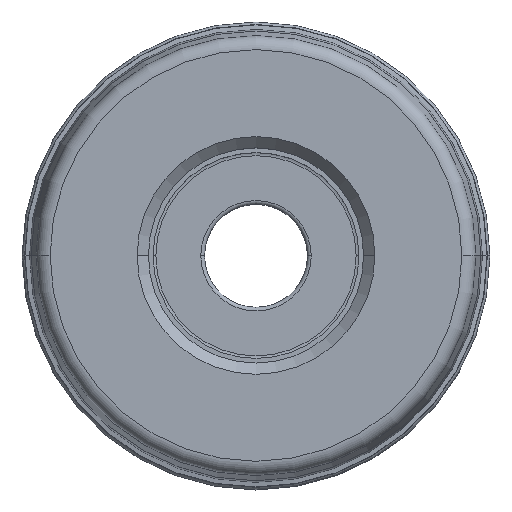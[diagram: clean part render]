
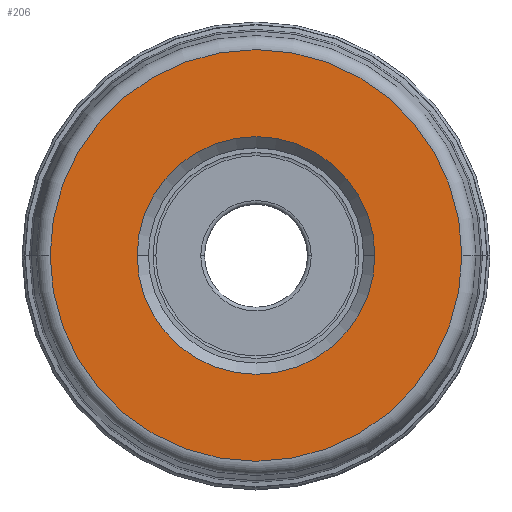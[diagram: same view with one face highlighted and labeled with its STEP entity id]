
A CAD part, top view. The second image highlights one B-rep face of the part: STEP entity #206.
In plain terms, the highlighted planar face has unit normal (0, 0, 1).
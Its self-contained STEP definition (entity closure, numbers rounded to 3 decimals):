
#28=PLANE('',#1903);
#34=FACE_BOUND('',#404,.T.);
#35=FACE_BOUND('',#405,.T.);
#206=ADVANCED_FACE('',(#34,#35),#28,.F.);
#404=EDGE_LOOP('',(#689,#690,#691,#692));
#405=EDGE_LOOP('',(#693,#694,#695,#696));
#689=ORIENTED_EDGE('',*,*,#1194,.F.);
#690=ORIENTED_EDGE('',*,*,#1193,.F.);
#691=ORIENTED_EDGE('',*,*,#1195,.F.);
#692=ORIENTED_EDGE('',*,*,#1196,.F.);
#693=ORIENTED_EDGE('',*,*,#1197,.F.);
#694=ORIENTED_EDGE('',*,*,#1198,.F.);
#695=ORIENTED_EDGE('',*,*,#1199,.F.);
#696=ORIENTED_EDGE('',*,*,#1200,.F.);
#991=VERTEX_POINT('',#3666);
#992=VERTEX_POINT('',#3668);
#993=VERTEX_POINT('',#3670);
#994=VERTEX_POINT('',#3674);
#995=VERTEX_POINT('',#3677);
#996=VERTEX_POINT('',#3678);
#997=VERTEX_POINT('',#3680);
#998=VERTEX_POINT('',#3682);
#1193=EDGE_CURVE('',#992,#993,#1450,.T.);
#1194=EDGE_CURVE('',#993,#991,#1451,.T.);
#1195=EDGE_CURVE('',#994,#992,#1452,.T.);
#1196=EDGE_CURVE('',#991,#994,#1453,.T.);
#1197=EDGE_CURVE('',#995,#996,#1454,.T.);
#1198=EDGE_CURVE('',#997,#995,#1455,.T.);
#1199=EDGE_CURVE('',#998,#997,#1456,.T.);
#1200=EDGE_CURVE('',#996,#998,#1457,.T.);
#1450=CIRCLE('',#1894,22.);
#1451=CIRCLE('',#1895,22.);
#1452=CIRCLE('',#1897,22.);
#1453=CIRCLE('',#1898,22.);
#1454=CIRCLE('',#1899,12.7);
#1455=CIRCLE('',#1900,12.7);
#1456=CIRCLE('',#1901,12.7);
#1457=CIRCLE('',#1902,12.7);
#1894=AXIS2_PLACEMENT_3D('',#3669,#2330,#2331);
#1895=AXIS2_PLACEMENT_3D('',#3671,#2332,#2333);
#1897=AXIS2_PLACEMENT_3D('',#3673,#2336,#2337);
#1898=AXIS2_PLACEMENT_3D('',#3675,#2338,#2339);
#1899=AXIS2_PLACEMENT_3D('',#3676,#2340,#2341);
#1900=AXIS2_PLACEMENT_3D('',#3679,#2342,#2343);
#1901=AXIS2_PLACEMENT_3D('',#3681,#2344,#2345);
#1902=AXIS2_PLACEMENT_3D('',#3683,#2346,#2347);
#1903=AXIS2_PLACEMENT_3D('',#3684,#2348,#2349);
#2330=DIRECTION('',(0.,0.,-1.));
#2331=DIRECTION('',(-1.,0.,0.));
#2332=DIRECTION('',(0.,0.,-1.));
#2333=DIRECTION('',(-1.,0.001,0.));
#2336=DIRECTION('',(0.,0.,-1.));
#2337=DIRECTION('',(1.,-0.001,0.));
#2338=DIRECTION('',(0.,0.,-1.));
#2339=DIRECTION('',(1.,0.,0.));
#2340=DIRECTION('',(0.,0.,1.));
#2341=DIRECTION('',(0.,-1.,0.));
#2342=DIRECTION('',(0.,0.,1.));
#2343=DIRECTION('',(-1.,0.,0.));
#2344=DIRECTION('',(0.,0.,1.));
#2345=DIRECTION('',(0.,1.,0.));
#2346=DIRECTION('',(0.,0.,1.));
#2347=DIRECTION('',(1.,0.,0.));
#2348=DIRECTION('',(0.,0.,-1.));
#2349=DIRECTION('',(-1.,0.,0.));
#3666=CARTESIAN_POINT('',(22.,0.,0.));
#3668=CARTESIAN_POINT('',(-22.,0.,0.));
#3669=CARTESIAN_POINT('',(0.,0.,0.));
#3670=CARTESIAN_POINT('',(-22.,0.02,0.));
#3671=CARTESIAN_POINT('',(0.,0.,0.));
#3673=CARTESIAN_POINT('',(0.,0.,0.));
#3674=CARTESIAN_POINT('',(22.,-0.02,0.));
#3675=CARTESIAN_POINT('',(0.,0.,0.));
#3676=CARTESIAN_POINT('',(0.,0.,0.));
#3677=CARTESIAN_POINT('',(0.,-12.7,0.));
#3678=CARTESIAN_POINT('',(12.7,0.,0.));
#3679=CARTESIAN_POINT('',(0.,0.,0.));
#3680=CARTESIAN_POINT('',(-12.7,0.,0.));
#3681=CARTESIAN_POINT('',(0.,0.,0.));
#3682=CARTESIAN_POINT('',(0.,12.7,0.));
#3683=CARTESIAN_POINT('',(0.,0.,0.));
#3684=CARTESIAN_POINT('',(0.,0.,0.));
